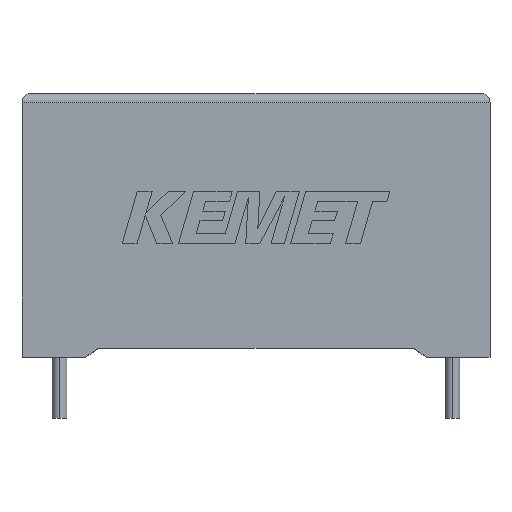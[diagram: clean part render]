
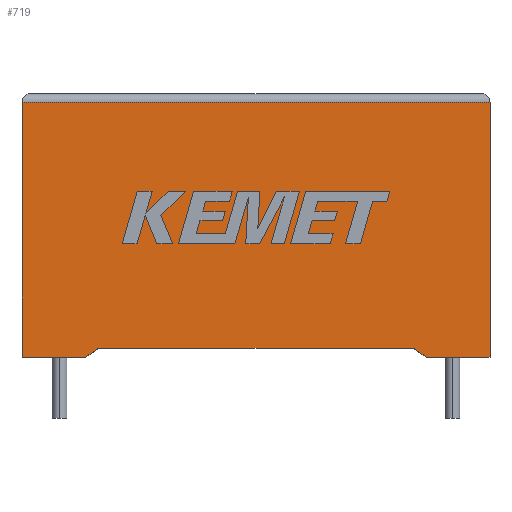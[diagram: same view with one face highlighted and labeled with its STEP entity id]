
A CAD part, top view. The second image highlights one B-rep face of the part: STEP entity #719.
In plain terms, the highlighted planar face has unit normal (0, 0, 1).
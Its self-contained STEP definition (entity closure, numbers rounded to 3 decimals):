
#59 = CARTESIAN_POINT ( 'NONE',  ( 0., 0., 6.2 ) ) ;
#77 = CARTESIAN_POINT ( 'NONE',  ( 0., 0., 6.2 ) ) ;
#265 = CARTESIAN_POINT ( 'NONE',  ( 23.15, 0., 6.2 ) ) ;
#273 = ORIENTED_EDGE ( 'NONE', *, *, #2210, .T. ) ;
#281 = LINE ( 'NONE', #265, #2586 ) ;
#309 = CARTESIAN_POINT ( 'NONE',  ( 0., 0., 6.2 ) ) ;
#311 = LINE ( 'NONE', #2206, #1247 ) ;
#323 = PLANE ( 'NONE',  #2678 ) ;
#329 = EDGE_CURVE ( 'NONE', #1305, #2129, #1483, .T. ) ;
#367 = DIRECTION ( 'NONE',  ( -1., 0., 0. ) ) ;
#371 = VERTEX_POINT ( 'NONE', #542 ) ;
#399 = VECTOR ( 'NONE', #3059, 1000. ) ;
#431 = ORIENTED_EDGE ( 'NONE', *, *, #1148, .T. ) ;
#542 = CARTESIAN_POINT ( 'NONE',  ( 23.15, 0., 6.2 ) ) ;
#577 = CARTESIAN_POINT ( 'NONE',  ( 26.8, 0., 6.2 ) ) ;
#582 = LINE ( 'NONE', #1529, #399 ) ;
#634 = DIRECTION ( 'NONE',  ( -1., 0., 0. ) ) ;
#649 = CARTESIAN_POINT ( 'NONE',  ( 26.8, 0., 6.2 ) ) ;
#653 = EDGE_CURVE ( 'NONE', #2129, #822, #311, .T. ) ;
#661 = VERTEX_POINT ( 'NONE', #1985 ) ;
#719 = ADVANCED_FACE ( 'NONE', ( #1011 ), #323, .F. ) ;
#721 = VERTEX_POINT ( 'NONE', #649 ) ;
#781 = ORIENTED_EDGE ( 'NONE', *, *, #653, .F. ) ;
#817 = LINE ( 'NONE', #577, #2436 ) ;
#822 = VERTEX_POINT ( 'NONE', #2049 ) ;
#930 = ORIENTED_EDGE ( 'NONE', *, *, #2943, .T. ) ;
#986 = LINE ( 'NONE', #59, #1850 ) ;
#1011 = FACE_OUTER_BOUND ( 'NONE', #1926, .T. ) ;
#1017 = EDGE_CURVE ( 'NONE', #721, #661, #817, .T. ) ;
#1102 = CARTESIAN_POINT ( 'NONE',  ( 22.406, 0.521, 6.2 ) ) ;
#1148 = EDGE_CURVE ( 'NONE', #661, #2392, #1397, .T. ) ;
#1247 = VECTOR ( 'NONE', #1969, 1000. ) ;
#1261 = DIRECTION ( 'NONE',  ( 0., -1., 0. ) ) ;
#1268 = CARTESIAN_POINT ( 'NONE',  ( 4.394, 0.521, 6.2 ) ) ;
#1305 = VERTEX_POINT ( 'NONE', #1102 ) ;
#1397 = LINE ( 'NONE', #2793, #2238 ) ;
#1413 = ORIENTED_EDGE ( 'NONE', *, *, #1017, .T. ) ;
#1429 = CARTESIAN_POINT ( 'NONE',  ( 0., 14.6, 6.2 ) ) ;
#1473 = EDGE_CURVE ( 'NONE', #371, #721, #986, .T. ) ;
#1483 = LINE ( 'NONE', #1523, #2186 ) ;
#1523 = CARTESIAN_POINT ( 'NONE',  ( 13.4, 0.521, 6.2 ) ) ;
#1529 = CARTESIAN_POINT ( 'NONE',  ( 0., 0., 6.2 ) ) ;
#1547 = ORIENTED_EDGE ( 'NONE', *, *, #2302, .T. ) ;
#1674 = DIRECTION ( 'NONE',  ( 0.819, -0.573, 0. ) ) ;
#1805 = DIRECTION ( 'NONE',  ( 0., 0., -1. ) ) ;
#1850 = VECTOR ( 'NONE', #2691, 1000. ) ;
#1877 = ORIENTED_EDGE ( 'NONE', *, *, #1473, .T. ) ;
#1926 = EDGE_LOOP ( 'NONE', ( #1413, #431, #930, #273, #781, #2809, #1547, #1877 ) ) ;
#1969 = DIRECTION ( 'NONE',  ( -0.819, -0.573, 0. ) ) ;
#1985 = CARTESIAN_POINT ( 'NONE',  ( 26.8, 14.6, 6.2 ) ) ;
#2032 = DIRECTION ( 'NONE',  ( 0., 1., 0. ) ) ;
#2049 = CARTESIAN_POINT ( 'NONE',  ( 3.65, 0., 6.2 ) ) ;
#2129 = VERTEX_POINT ( 'NONE', #1268 ) ;
#2186 = VECTOR ( 'NONE', #2672, 1000. ) ;
#2206 = CARTESIAN_POINT ( 'NONE',  ( 3.65, 0., 6.2 ) ) ;
#2210 = EDGE_CURVE ( 'NONE', #2363, #822, #582, .T. ) ;
#2238 = VECTOR ( 'NONE', #634, 1000. ) ;
#2302 = EDGE_CURVE ( 'NONE', #1305, #371, #281, .T. ) ;
#2325 = CARTESIAN_POINT ( 'NONE',  ( 0., 0., 6.2 ) ) ;
#2363 = VERTEX_POINT ( 'NONE', #77 ) ;
#2392 = VERTEX_POINT ( 'NONE', #1429 ) ;
#2436 = VECTOR ( 'NONE', #2032, 1000. ) ;
#2586 = VECTOR ( 'NONE', #1674, 1000. ) ;
#2589 = VECTOR ( 'NONE', #1261, 1000. ) ;
#2670 = LINE ( 'NONE', #309, #2589 ) ;
#2672 = DIRECTION ( 'NONE',  ( -1., 0., 0. ) ) ;
#2678 = AXIS2_PLACEMENT_3D ( 'NONE', #2325, #1805, #367 ) ;
#2691 = DIRECTION ( 'NONE',  ( 1., 0., 0. ) ) ;
#2793 = CARTESIAN_POINT ( 'NONE',  ( 0., 14.6, 6.2 ) ) ;
#2809 = ORIENTED_EDGE ( 'NONE', *, *, #329, .F. ) ;
#2943 = EDGE_CURVE ( 'NONE', #2392, #2363, #2670, .T. ) ;
#3059 = DIRECTION ( 'NONE',  ( 1., 0., 0. ) ) ;
